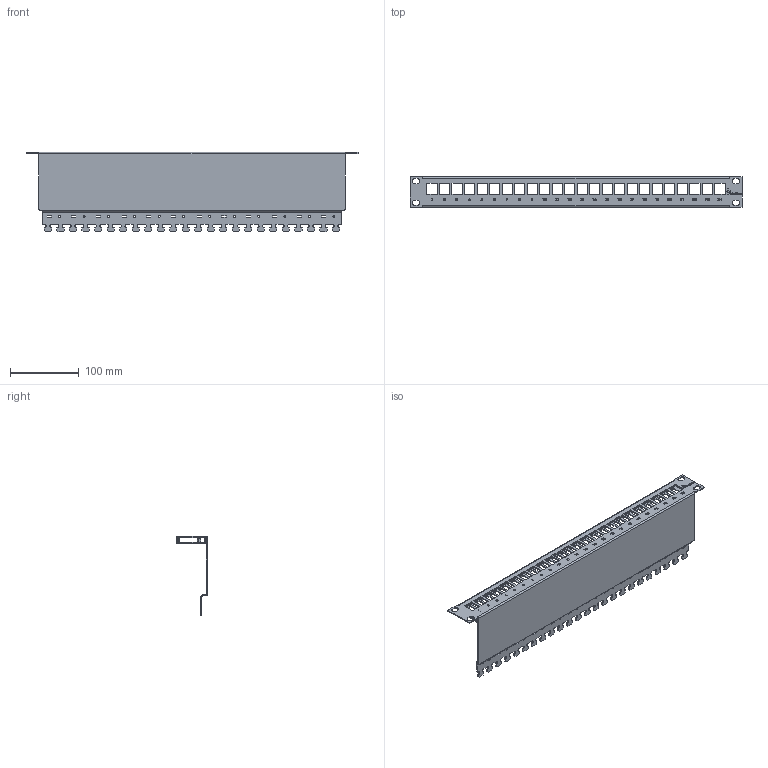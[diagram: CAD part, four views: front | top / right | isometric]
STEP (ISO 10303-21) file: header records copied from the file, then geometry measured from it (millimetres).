
FILE_DESCRIPTION (( 'STEP AP214' ), '1' );
FILE_NAME ('H02025A0167H50.STEP', '2015-06-08T15:08:07', ( '' ), ( '' ), 'SwSTEP 2.0', 'SolidWorks 2015', '' );
FILE_SCHEMA (( 'AUTOMOTIVE_DESIGN' ));
Length unit declared in the file: millimetre
Products named in the file (1): H02025A0167H50
Bounding box: 482.6 x 44 x 115.1 mm (x, y, z)
Volume: 128184.4 mm3; surface area: 180715.5 mm2
Topology: 2 solids, 2 shells, 1388 faces, 3874 edges, 2568 vertices
Faces by surface type: plane 962, bspline 308, cylinder 118
Entity records: 74217 total; most frequent: CARTESIAN_POINT 24807, ORIENTED_EDGE 7748, DIRECTION 5660, EDGE_CURVE 3874, VECTOR 3018, LINE 3018, VERTEX_POINT 2568, EDGE_LOOP 1626
